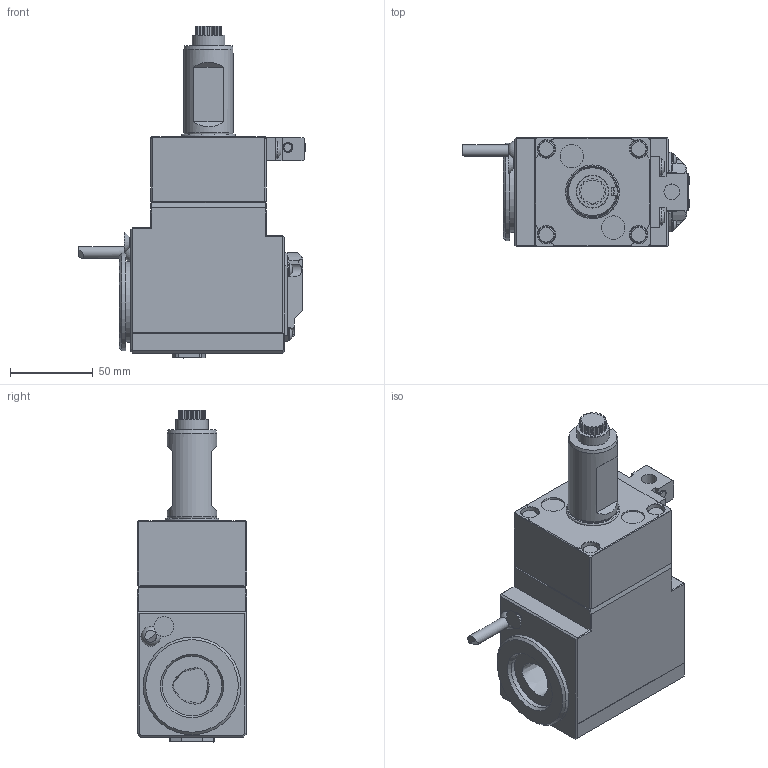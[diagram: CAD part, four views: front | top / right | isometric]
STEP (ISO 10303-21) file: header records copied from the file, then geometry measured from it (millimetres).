
FILE_DESCRIPTION(/* description */ (''),/* implementation_level */ '2;1');
FILE_NAME(/* name */ '1618414556040.stp',/* time_stamp */ '2021-04-14T17:36:03+02:00',/* author */ (''),/* organization */ ('SMS'),/* preprocessor_version */ 'ST-DEVELOPER v16.7',/* originating_system */ 'SIEMENS PLM Software NX 12.0',/* authorisation */ '');
FILE_SCHEMA (('AUTOMOTIVE_DESIGN { 1 0 10303 214 3 1 1 1 }'));
Length unit declared in the file: millimetre
Products named in the file (1): 203474775mod000_00
Bounding box: 137 x 66 x 200.9 mm (x, y, z)
Volume: 787027.5 mm3; surface area: 69744.6 mm2
Topology: 1 solids, 1 shells, 398 faces, 1054 edges, 697 vertices
Faces by surface type: plane 222, cylinder 101, cone 55, bspline 8, sphere 7, torus 5
Full cylindrical faces by diameter (mm): 2 x1, 6 x5, 7 x1, 7.6 x4, 9.5 x1, 10 x4, 10.5 x2, 11 x4, 12 x1, 13.2 x1, 14.2 x2, 19.8 x1, 26.2 x1, 30 x1, 36 x1, 49 x1, 59 x1
Entity records: 12916 total; most frequent: CARTESIAN_POINT 3418, ORIENTED_EDGE 1940, DIRECTION 1902, EDGE_CURVE 970, AXIS2_PLACEMENT_3D 697, VERTEX_POINT 668, LINE 508, VECTOR 508
